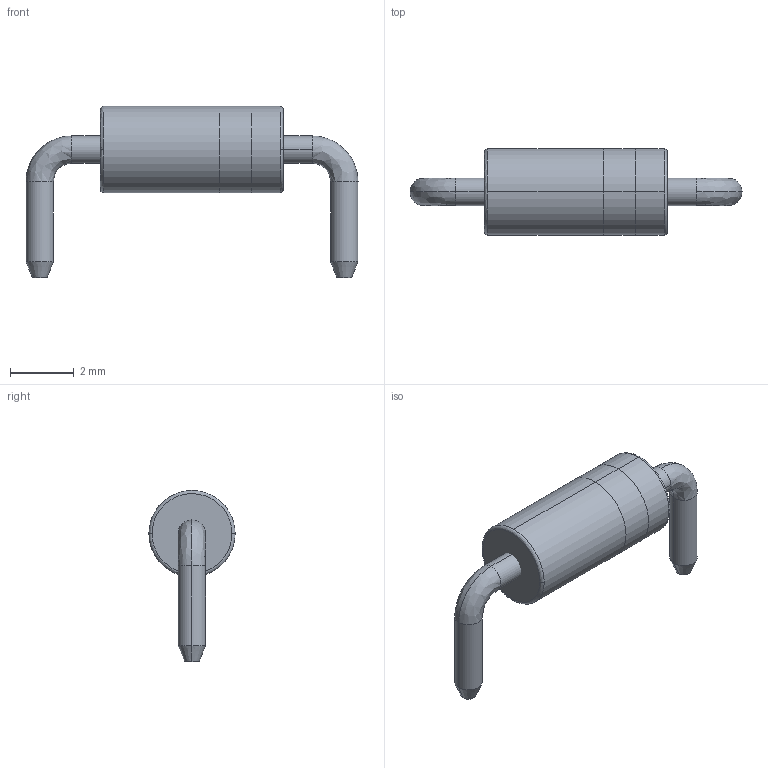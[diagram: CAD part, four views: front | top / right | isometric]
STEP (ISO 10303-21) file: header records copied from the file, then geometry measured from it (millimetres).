
FILE_DESCRIPTION (( 'STEP AP214' ), '1' );
FILE_NAME ('User Library-DO-41_375mil.STEP', '2017-05-15T07:44:13', ( 'Windows User' ), ( '' ), 'SwSTEP 2.0', 'SolidWorks 2017', '' );
FILE_SCHEMA (( 'AUTOMOTIVE_DESIGN' ));
Length unit declared in the file: millimetre
Products named in the file (6): User Library-DO-41_375mil_DO_41_375mil003; User Library-DO-41_375mil_DO_41_375mil; User Library-DO-41_375mil_DO_41_375mil001; User Library-DO-41_375mil_Fillet; User Library-DO-41_375mil_Fillet001; User Library-DO-41_375mil
Assembly tree (5 placements, depth 2):
  User Library-DO-41_375mil
    User Library-DO-41_375mil_Fillet001
    User Library-DO-41_375mil_Fillet
    User Library-DO-41_375mil_DO_41_375mil001
    User Library-DO-41_375mil_DO_41_375mil
    User Library-DO-41_375mil_DO_41_375mil003
Bounding box: 10.38 x 2.7 x 5.35 mm (x, y, z)
Volume: 39.1 mm3; surface area: 113.9 mm2
Topology: 5 solids, 5 shells, 36 faces, 68 edges, 42 vertices
Faces by surface type: cylinder 14, plane 10, bspline 8, cone 4
Entity records: 1644 total; most frequent: CARTESIAN_POINT 286, DIRECTION 182, ORIENTED_EDGE 136, AXIS2_PLACEMENT_3D 82, EDGE_CURVE 68, UNCERTAINTY_MEASURE_WITH_UNIT 52, FILL_AREA_STYLE 46, PRESENTATION_STYLE_ASSIGNMENT 46
